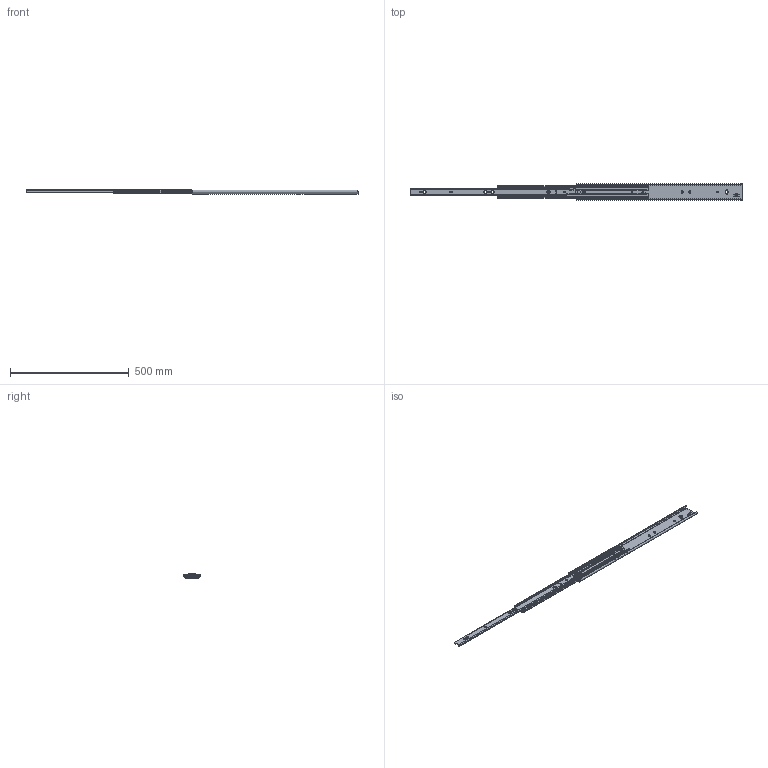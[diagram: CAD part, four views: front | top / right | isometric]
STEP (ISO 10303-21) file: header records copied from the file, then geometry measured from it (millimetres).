
FILE_DESCRIPTION(/* description */ ('TITAN-F- 700/700mm (18.5) Zinc-Magnesium'),/* implementation_level */ '2;1');
FILE_NAME(/* name */ 'M01-AC1_00_open.stp',/* time_stamp */ '2025-09-08T11:12:36+02:00',/* author */ ('l.hoffmann'),/* organization */ (''),/* preprocessor_version */ 'ST-DEVELOPER v20',/* originating_system */ 'Autodesk Inventor 2022',/* authorisation */ '');
FILE_SCHEMA (('AUTOMOTIVE_DESIGN { 1 0 10303 214 3 1 1 }'));
Products named in the file (14): M01-F85; 511-M01-F85-TM1; 511-M01-F85-TM1_1; E000179174; E000179171; E000179170; 512-M01-F85-TM2; 512-M01-F85-TM2_1; E000179183; E000179161; E000179181; E000179180; 514-M01-F85-TM3; 514-M01-F85-TM3_1
Assembly tree (46 placements, depth 3):
  M01-F85
    511-M01-F85-TM1
      511-M01-F85-TM1_1
    E000179174
      E000179161
      E000179171
      E000179170  x17
    512-M01-F85-TM2
      512-M01-F85-TM2_1
    E000179183
      E000179161
      E000179181
      E000179180  x17
    514-M01-F85-TM3
      514-M01-F85-TM3_1
Bounding box: 1400 x 70.9 x 18.4 mm (x, y, z)
Volume: 339213.4 mm3; surface area: 406762.6 mm2
Topology: 73 solids, 73 shells, 1723 faces, 5167 edges, 3437 vertices
Faces by surface type: plane 835, cylinder 772, sphere 68, cone 48
Full cylindrical faces by diameter (mm): 7.9 x34, 8 x2, 9 x34, 13 x3
Entity records: 59330 total; most frequent: CARTESIAN_POINT 12138, ORIENTED_EDGE 9934, DIRECTION 9755, EDGE_CURVE 4967, VERTEX_POINT 3309, AXIS2_PLACEMENT_3D 3290, LINE 3175, VECTOR 3175
